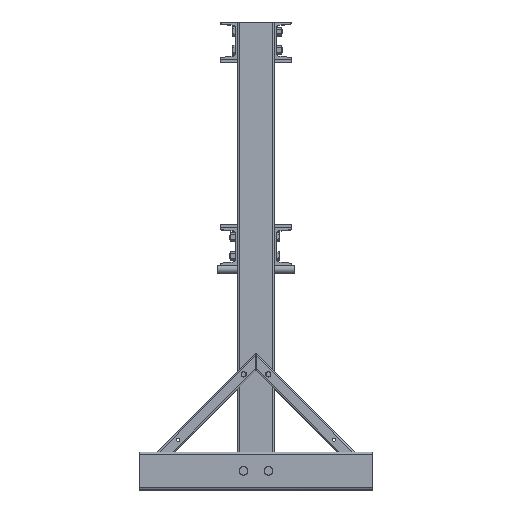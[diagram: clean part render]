
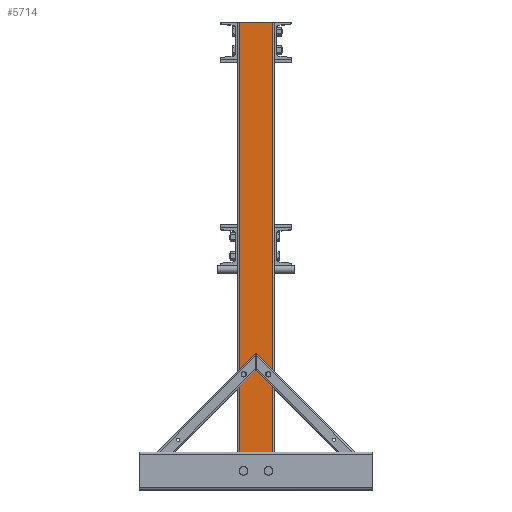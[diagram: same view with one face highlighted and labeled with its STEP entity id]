
A CAD part, top view. The second image highlights one B-rep face of the part: STEP entity #5714.
In plain terms, the highlighted free-form (B-spline) face has degree [1, 1] with [2, 2] control points.
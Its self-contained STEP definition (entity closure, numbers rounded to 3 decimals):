
#3372 = VERTEX_POINT('',#3373);
#3373 = CARTESIAN_POINT('',(-2032.357,-234.545,
    1110.089));
#3391 = VERTEX_POINT('',#3392);
#3392 = CARTESIAN_POINT('',(-2022.527,-234.545,
    1110.089));
#3397 = EDGE_CURVE('',#3391,#3372,#3398,.T.);
#3398 = ( BOUNDED_CURVE() B_SPLINE_CURVE(2,(#3399,#3400,#3401,#3402,
#3403),.UNSPECIFIED.,.F.,.F.) B_SPLINE_CURVE_WITH_KNOTS((3,2,3),(
    3.142,4.712,6.283),
.PIECEWISE_BEZIER_KNOTS.) CURVE() GEOMETRIC_REPRESENTATION_ITEM() 
RATIONAL_B_SPLINE_CURVE((1.,0.707,1.,0.707,1.)) 
REPRESENTATION_ITEM('') );
#3399 = CARTESIAN_POINT('',(-2022.527,-234.545,
    1110.089));
#3400 = CARTESIAN_POINT('',(-2022.527,-239.46,
    1110.089));
#3401 = CARTESIAN_POINT('',(-2027.442,-239.46,
    1110.089));
#3402 = CARTESIAN_POINT('',(-2032.357,-239.46,
    1110.089));
#3403 = CARTESIAN_POINT('',(-2032.357,-234.545,
    1110.089));
#3420 = VERTEX_POINT('',#3421);
#3421 = CARTESIAN_POINT('',(-1957.462,-234.545,
    1110.089));
#3439 = VERTEX_POINT('',#3440);
#3440 = CARTESIAN_POINT('',(-1947.632,-234.545,
    1110.089));
#3445 = EDGE_CURVE('',#3439,#3420,#3446,.T.);
#3446 = ( BOUNDED_CURVE() B_SPLINE_CURVE(2,(#3447,#3448,#3449,#3450,
#3451),.UNSPECIFIED.,.F.,.F.) B_SPLINE_CURVE_WITH_KNOTS((3,2,3),(0.,
1.571,3.142),.PIECEWISE_BEZIER_KNOTS.) CURVE() 
GEOMETRIC_REPRESENTATION_ITEM() RATIONAL_B_SPLINE_CURVE((1.,
0.707,1.,0.707,1.)) REPRESENTATION_ITEM('') );
#3447 = CARTESIAN_POINT('',(-1947.632,-234.545,
    1110.089));
#3448 = CARTESIAN_POINT('',(-1947.632,-239.46,
    1110.089));
#3449 = CARTESIAN_POINT('',(-1952.547,-239.46,
    1110.089));
#3450 = CARTESIAN_POINT('',(-1957.462,-239.46,
    1110.089));
#3451 = CARTESIAN_POINT('',(-1957.462,-234.545,
    1110.089));
#3660 = VERTEX_POINT('',#3661);
#3661 = CARTESIAN_POINT('',(-1960.271,-524.677,
    1110.089));
#3679 = VERTEX_POINT('',#3680);
#3680 = CARTESIAN_POINT('',(-1944.824,-524.677,
    1110.089));
#3685 = EDGE_CURVE('',#3679,#3660,#3686,.T.);
#3686 = ( BOUNDED_CURVE() B_SPLINE_CURVE(2,(#3687,#3688,#3689,#3690,
#3691),.UNSPECIFIED.,.F.,.F.) B_SPLINE_CURVE_WITH_KNOTS((3,2,3),(
    3.142,4.712,6.283),
.PIECEWISE_BEZIER_KNOTS.) CURVE() GEOMETRIC_REPRESENTATION_ITEM() 
RATIONAL_B_SPLINE_CURVE((1.,0.707,1.,0.707,1.)) 
REPRESENTATION_ITEM('') );
#3687 = CARTESIAN_POINT('',(-1944.824,-524.677,
    1110.089));
#3688 = CARTESIAN_POINT('',(-1944.824,-532.401,
    1110.089));
#3689 = CARTESIAN_POINT('',(-1952.547,-532.401,
    1110.089));
#3690 = CARTESIAN_POINT('',(-1960.271,-532.401,
    1110.089));
#3691 = CARTESIAN_POINT('',(-1960.271,-524.677,
    1110.089));
#3708 = VERTEX_POINT('',#3709);
#3709 = CARTESIAN_POINT('',(-2035.166,-524.677,
    1110.089));
#3727 = VERTEX_POINT('',#3728);
#3728 = CARTESIAN_POINT('',(-2019.719,-524.677,
    1110.089));
#3733 = EDGE_CURVE('',#3727,#3708,#3734,.T.);
#3734 = ( BOUNDED_CURVE() B_SPLINE_CURVE(2,(#3735,#3736,#3737,#3738,
#3739),.UNSPECIFIED.,.F.,.F.) B_SPLINE_CURVE_WITH_KNOTS((3,2,3),(0.,
1.571,3.142),.PIECEWISE_BEZIER_KNOTS.) CURVE() 
GEOMETRIC_REPRESENTATION_ITEM() RATIONAL_B_SPLINE_CURVE((1.,
0.707,1.,0.707,1.)) REPRESENTATION_ITEM('') );
#3735 = CARTESIAN_POINT('',(-2019.719,-524.677,
    1110.089));
#3736 = CARTESIAN_POINT('',(-2019.719,-532.401,
    1110.089));
#3737 = CARTESIAN_POINT('',(-2027.442,-532.401,
    1110.089));
#3738 = CARTESIAN_POINT('',(-2035.166,-532.401,
    1110.089));
#3739 = CARTESIAN_POINT('',(-2035.166,-524.677,
    1110.089));
#5355 = EDGE_CURVE('',#5356,#5358,#5360,.T.);
#5356 = VERTEX_POINT('',#5357);
#5357 = CARTESIAN_POINT('',(-2040.549,823.426,
    1110.089));
#5358 = VERTEX_POINT('',#5359);
#5359 = CARTESIAN_POINT('',(-1939.441,823.426,
    1110.089));
#5360 = B_SPLINE_CURVE_WITH_KNOTS('',1,(#5361,#5362),.UNSPECIFIED.,.F.,
  .F.,(2,2),(-114.,-6.),.PIECEWISE_BEZIER_KNOTS.);
#5361 = CARTESIAN_POINT('',(-2040.549,823.426,
    1110.089));
#5362 = CARTESIAN_POINT('',(-1939.441,823.426,
    1110.089));
#5495 = VERTEX_POINT('',#5496);
#5496 = CARTESIAN_POINT('',(-1939.441,-580.848,
    1110.089));
#5502 = EDGE_CURVE('',#5503,#5495,#5505,.T.);
#5503 = VERTEX_POINT('',#5504);
#5504 = CARTESIAN_POINT('',(-2040.549,-580.848,
    1110.089));
#5505 = B_SPLINE_CURVE_WITH_KNOTS('',1,(#5506,#5507),.UNSPECIFIED.,.F.,
  .F.,(2,2),(-114.,-6.),.PIECEWISE_BEZIER_KNOTS.);
#5506 = CARTESIAN_POINT('',(-2040.549,-580.848,
    1110.089));
#5507 = CARTESIAN_POINT('',(-1939.441,-580.848,
    1110.089));
#5714 = ADVANCED_FACE('',(#5715,#5726,#5737,#5748,#5759),#5773,.F.);
#5715 = FACE_BOUND('',#5716,.T.);
#5716 = EDGE_LOOP('',(#5717,#5725));
#5717 = ORIENTED_EDGE('',*,*,#5718,.T.);
#5718 = EDGE_CURVE('',#3372,#3391,#5719,.T.);
#5719 = ( BOUNDED_CURVE() B_SPLINE_CURVE(2,(#5720,#5721,#5722,#5723,
#5724),.UNSPECIFIED.,.F.,.F.) B_SPLINE_CURVE_WITH_KNOTS((3,2,3),(0.,
1.571,3.142),.PIECEWISE_BEZIER_KNOTS.) CURVE() 
GEOMETRIC_REPRESENTATION_ITEM() RATIONAL_B_SPLINE_CURVE((1.,
0.707,1.,0.707,1.)) REPRESENTATION_ITEM('') );
#5720 = CARTESIAN_POINT('',(-2032.357,-234.545,
    1110.089));
#5721 = CARTESIAN_POINT('',(-2032.357,-229.63,
    1110.089));
#5722 = CARTESIAN_POINT('',(-2027.442,-229.63,
    1110.089));
#5723 = CARTESIAN_POINT('',(-2022.527,-229.63,
    1110.089));
#5724 = CARTESIAN_POINT('',(-2022.527,-234.545,
    1110.089));
#5725 = ORIENTED_EDGE('',*,*,#3397,.T.);
#5726 = FACE_BOUND('',#5727,.T.);
#5727 = EDGE_LOOP('',(#5728,#5736));
#5728 = ORIENTED_EDGE('',*,*,#5729,.T.);
#5729 = EDGE_CURVE('',#3420,#3439,#5730,.T.);
#5730 = ( BOUNDED_CURVE() B_SPLINE_CURVE(2,(#5731,#5732,#5733,#5734,
#5735),.UNSPECIFIED.,.F.,.F.) B_SPLINE_CURVE_WITH_KNOTS((3,2,3),(
    3.142,4.712,6.283),
.PIECEWISE_BEZIER_KNOTS.) CURVE() GEOMETRIC_REPRESENTATION_ITEM() 
RATIONAL_B_SPLINE_CURVE((1.,0.707,1.,0.707,1.)) 
REPRESENTATION_ITEM('') );
#5731 = CARTESIAN_POINT('',(-1957.462,-234.545,
    1110.089));
#5732 = CARTESIAN_POINT('',(-1957.462,-229.63,
    1110.089));
#5733 = CARTESIAN_POINT('',(-1952.547,-229.63,
    1110.089));
#5734 = CARTESIAN_POINT('',(-1947.632,-229.63,
    1110.089));
#5735 = CARTESIAN_POINT('',(-1947.632,-234.545,
    1110.089));
#5736 = ORIENTED_EDGE('',*,*,#3445,.T.);
#5737 = FACE_BOUND('',#5738,.T.);
#5738 = EDGE_LOOP('',(#5739,#5747));
#5739 = ORIENTED_EDGE('',*,*,#5740,.T.);
#5740 = EDGE_CURVE('',#3660,#3679,#5741,.T.);
#5741 = ( BOUNDED_CURVE() B_SPLINE_CURVE(2,(#5742,#5743,#5744,#5745,
#5746),.UNSPECIFIED.,.F.,.F.) B_SPLINE_CURVE_WITH_KNOTS((3,2,3),(0.,
1.571,3.142),.PIECEWISE_BEZIER_KNOTS.) CURVE() 
GEOMETRIC_REPRESENTATION_ITEM() RATIONAL_B_SPLINE_CURVE((1.,
0.707,1.,0.707,1.)) REPRESENTATION_ITEM('') );
#5742 = CARTESIAN_POINT('',(-1960.271,-524.677,
    1110.089));
#5743 = CARTESIAN_POINT('',(-1960.271,-516.954,
    1110.089));
#5744 = CARTESIAN_POINT('',(-1952.547,-516.954,
    1110.089));
#5745 = CARTESIAN_POINT('',(-1944.824,-516.954,
    1110.089));
#5746 = CARTESIAN_POINT('',(-1944.824,-524.677,
    1110.089));
#5747 = ORIENTED_EDGE('',*,*,#3685,.T.);
#5748 = FACE_BOUND('',#5749,.T.);
#5749 = EDGE_LOOP('',(#5750,#5758));
#5750 = ORIENTED_EDGE('',*,*,#5751,.T.);
#5751 = EDGE_CURVE('',#3708,#3727,#5752,.T.);
#5752 = ( BOUNDED_CURVE() B_SPLINE_CURVE(2,(#5753,#5754,#5755,#5756,
#5757),.UNSPECIFIED.,.F.,.F.) B_SPLINE_CURVE_WITH_KNOTS((3,2,3),(
    3.142,4.712,6.283),
.PIECEWISE_BEZIER_KNOTS.) CURVE() GEOMETRIC_REPRESENTATION_ITEM() 
RATIONAL_B_SPLINE_CURVE((1.,0.707,1.,0.707,1.)) 
REPRESENTATION_ITEM('') );
#5753 = CARTESIAN_POINT('',(-2035.166,-524.677,
    1110.089));
#5754 = CARTESIAN_POINT('',(-2035.166,-516.954,
    1110.089));
#5755 = CARTESIAN_POINT('',(-2027.442,-516.954,
    1110.089));
#5756 = CARTESIAN_POINT('',(-2019.719,-516.954,
    1110.089));
#5757 = CARTESIAN_POINT('',(-2019.719,-524.677,
    1110.089));
#5758 = ORIENTED_EDGE('',*,*,#3733,.T.);
#5759 = FACE_BOUND('',#5760,.T.);
#5760 = EDGE_LOOP('',(#5761,#5762,#5767,#5768));
#5761 = ORIENTED_EDGE('',*,*,#5502,.T.);
#5762 = ORIENTED_EDGE('',*,*,#5763,.T.);
#5763 = EDGE_CURVE('',#5495,#5358,#5764,.T.);
#5764 = B_SPLINE_CURVE_WITH_KNOTS('',1,(#5765,#5766),.UNSPECIFIED.,.F.,
  .F.,(2,2),(-1500.,0.),.PIECEWISE_BEZIER_KNOTS.);
#5765 = CARTESIAN_POINT('',(-1939.441,-580.848,
    1110.089));
#5766 = CARTESIAN_POINT('',(-1939.441,823.426,
    1110.089));
#5767 = ORIENTED_EDGE('',*,*,#5355,.F.);
#5768 = ORIENTED_EDGE('',*,*,#5769,.T.);
#5769 = EDGE_CURVE('',#5356,#5503,#5770,.T.);
#5770 = B_SPLINE_CURVE_WITH_KNOTS('',1,(#5771,#5772),.UNSPECIFIED.,.F.,
  .F.,(2,2),(0.,1500.),.PIECEWISE_BEZIER_KNOTS.);
#5771 = CARTESIAN_POINT('',(-2040.549,823.426,
    1110.089));
#5772 = CARTESIAN_POINT('',(-2040.549,-580.848,
    1110.089));
#5773 = B_SPLINE_SURFACE_WITH_KNOTS('',1,1,(
    (#5774,#5775)
    ,(#5776,#5777
    )),.UNSPECIFIED.,.F.,.F.,.F.,(2,2),(2,2),(6.,114.),(-1500.,0.),
  .PIECEWISE_BEZIER_KNOTS.);
#5774 = CARTESIAN_POINT('',(-1939.441,-580.848,
    1110.089));
#5775 = CARTESIAN_POINT('',(-1939.441,823.426,
    1110.089));
#5776 = CARTESIAN_POINT('',(-2040.549,-580.848,
    1110.089));
#5777 = CARTESIAN_POINT('',(-2040.549,823.426,
    1110.089));
